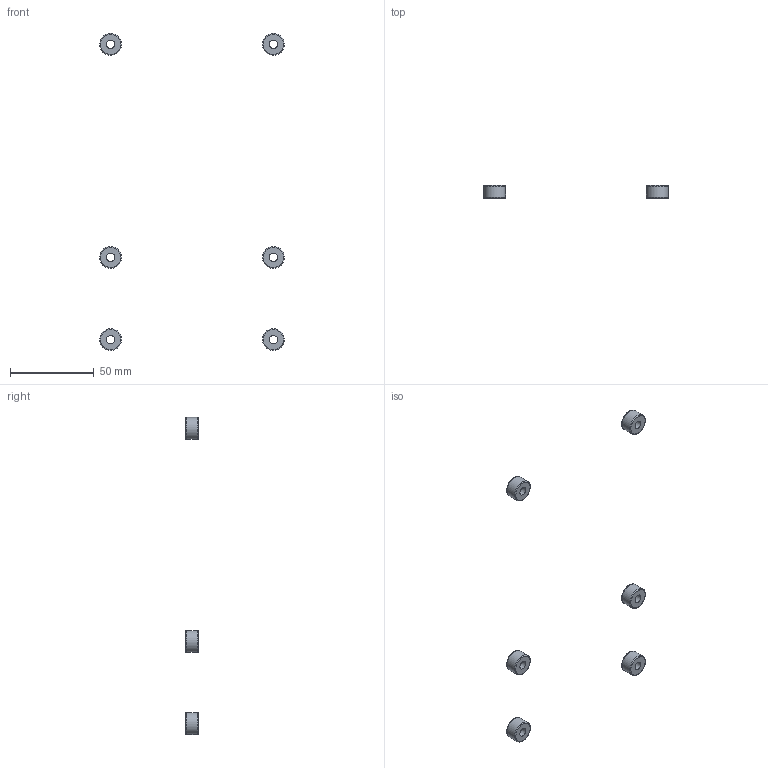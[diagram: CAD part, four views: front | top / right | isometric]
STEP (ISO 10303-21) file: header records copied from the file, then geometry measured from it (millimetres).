
FILE_DESCRIPTION(/* description */ (''),/* implementation_level */ '2;1');
FILE_NAME(/* name */ 'Discus_Mount_Spacer_Parts',/* time_stamp */ '2022-02-20T23:12:34+01:00',/* author */ (''),/* organization */ (''),/* preprocessor_version */ 'ST-DEVELOPER v16.5',/* originating_system */ 'Rhino 7.15',/* authorisation */ '');
FILE_SCHEMA (('CONFIG_CONTROL_DESIGN'));
Length unit declared in the file: millimetre
Products named in the file (1): Document
Bounding box: 109.98 x 7.5 x 188.99 mm (x, y, z)
Volume: 5069.2 mm3; surface area: 3798.3 mm2
Topology: 6 solids, 6 shells, 36 faces, 60 edges, 36 vertices
Faces by surface type: cylinder 12, plane 12, bspline 12
Full cylindrical faces by diameter (mm): 5 x6, 13 x6
Entity records: 1292 total; most frequent: CARTESIAN_POINT 770, ORIENTED_EDGE 120, EDGE_CURVE 60, EDGE_LOOP 48, ADVANCED_FACE 36, FACE_OUTER_BOUND 36, VERTEX_POINT 36, DIRECTION 28
